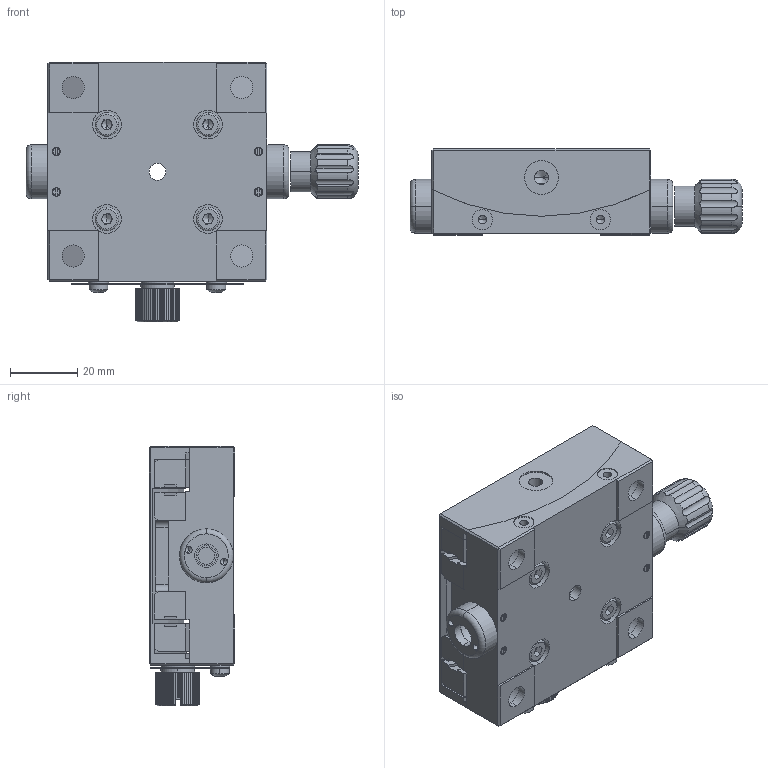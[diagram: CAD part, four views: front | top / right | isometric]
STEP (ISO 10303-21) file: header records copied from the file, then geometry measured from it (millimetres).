
FILE_DESCRIPTION (( 'STEP AP203' ), '1' );
FILE_NAME ('518571.STEP', '2025-07-09T07:32:30', ( '' ), ( '' ), 'SwSTEP 2.0', 'SolidWorks 2020', '' );
FILE_SCHEMA (( 'CONFIG_CONTROL_DESIGN' ));
Length unit declared in the file: millimetre
Products named in the file (1): 518571
Bounding box: 98.5 x 25.5 x 77 mm (x, y, z)
Volume: 84083.4 mm3; surface area: 51953.7 mm2
Topology: 39 solids, 39 shells, 1211 faces, 3065 edges, 1942 vertices
Faces by surface type: plane 599, cylinder 434, cone 141, torus 30, bspline 4, sphere 3
Entity records: 39205 total; most frequent: CARTESIAN_POINT 9890, DIRECTION 6188, ORIENTED_EDGE 5994, EDGE_CURVE 2997, AXIS2_PLACEMENT_3D 2328, VERTEX_POINT 1938, VECTOR 1532, LINE 1532
